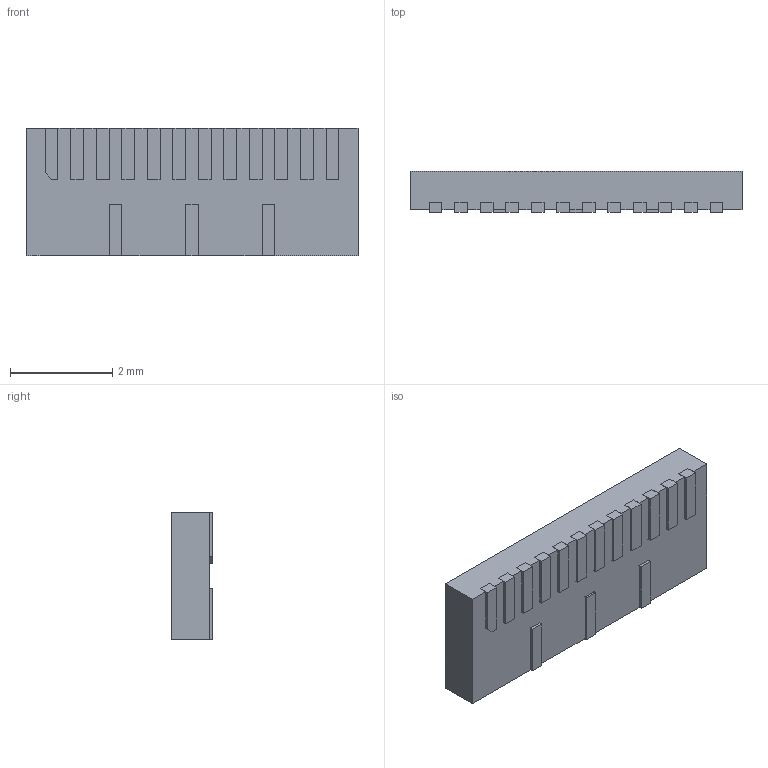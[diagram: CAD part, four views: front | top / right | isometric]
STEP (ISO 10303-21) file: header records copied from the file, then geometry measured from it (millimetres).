
FILE_DESCRIPTION (( 'STEP AP214' ), '1' );
FILE_NAME ('TPD8S009DSMR.STEP', '2023-09-25T09:43:49', ( 'USER' ), ( '' ), 'SwSTEP 2.0', 'SolidWorks 2016', '' );
FILE_SCHEMA (( 'AUTOMOTIVE_DESIGN' ));
Length unit declared in the file: millimetre
Products named in the file (1): TPD8S009DSMR
Bounding box: 6.5 x 0.8 x 2.5 mm (x, y, z)
Volume: 12.4 mm3; surface area: 66 mm2
Topology: 17 solids, 17 shells, 165 faces, 390 edges, 260 vertices
Faces by surface type: plane 161, cylinder 4
Entity records: 5567 total; most frequent: CARTESIAN_POINT 816, ORIENTED_EDGE 780, DIRECTION 730, EDGE_CURVE 390, LINE 382, VECTOR 382, VERTEX_POINT 260, AXIS2_PLACEMENT_3D 174
